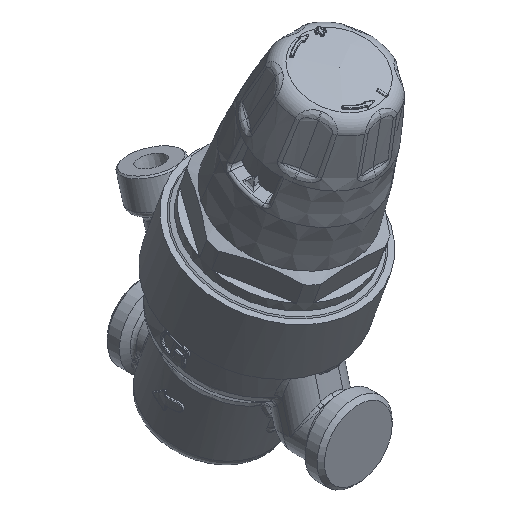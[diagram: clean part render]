
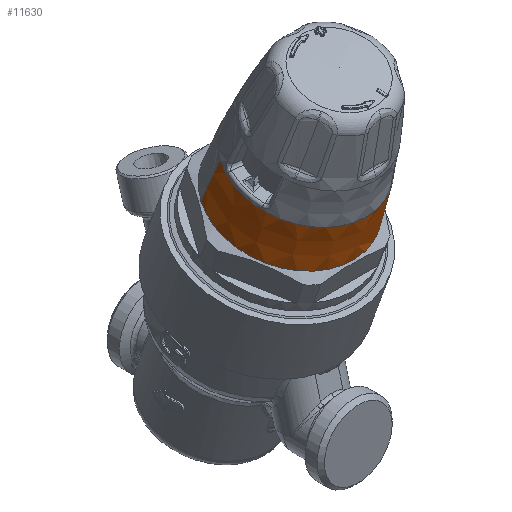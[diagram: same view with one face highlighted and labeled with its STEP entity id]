
A CAD part, isometric view. The second image highlights one B-rep face of the part: STEP entity #11630.
In plain terms, the highlighted free-form (B-spline) face has degree [3, 2] with [4, 11] control points.
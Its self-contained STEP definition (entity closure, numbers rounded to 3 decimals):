
#1711=(
BOUNDED_SURFACE()
B_SPLINE_SURFACE(3,2,((#16662,#16663,#16664,#16665,#16666,#16667,#16668,
#16669,#16670,#16671,#16672),(#16673,#16674,#16675,#16676,#16677,#16678,
#16679,#16680,#16681,#16682,#16683),(#16684,#16685,#16686,#16687,#16688,
#16689,#16690,#16691,#16692,#16693,#16694),(#16695,#16696,#16697,#16698,
#16699,#16700,#16701,#16702,#16703,#16704,#16705)),.UNSPECIFIED.,.F.,.T.,
 .F.)
B_SPLINE_SURFACE_WITH_KNOTS((4,4),(3,2,2,2,2,3),(7.588,23.622),
(5.77,6.283,7.854,9.425,10.996,
12.053),.UNSPECIFIED.)
GEOMETRIC_REPRESENTATION_ITEM()
RATIONAL_B_SPLINE_SURFACE(((0.871,0.904,1.,0.707,
1.,0.707,1.,0.707,1.,0.803,0.871),
(0.871,0.904,1.,0.707,1.,0.707,
1.,0.707,1.,0.803,0.871),(0.871,
0.904,1.,0.707,1.,0.707,1.,0.707,
1.,0.803,0.871),(0.871,0.904,
1.,0.707,1.,0.707,1.,0.707,1.,0.803,
0.871)))
REPRESENTATION_ITEM('')
SURFACE()
);
#2045=FACE_OUTER_BOUND('',#2789,.T.);
#2789=EDGE_LOOP('',(#7914,#7915,#7916,#7917,#7918));
#4248=CIRCLE('',#12400,23.5);
#4249=CIRCLE('',#12401,250.021);
#4250=CIRCLE('',#12402,22.5);
#4251=CIRCLE('',#12403,22.5);
#4252=CIRCLE('',#12404,250.021);
#4930=VERTEX_POINT('',#16706);
#4931=VERTEX_POINT('',#16707);
#4932=VERTEX_POINT('',#16709);
#4933=VERTEX_POINT('',#16711);
#4934=VERTEX_POINT('',#16713);
#6057=EDGE_CURVE('',#4930,#4931,#4248,.T.);
#6058=EDGE_CURVE('',#4930,#4932,#4249,.T.);
#6059=EDGE_CURVE('',#4933,#4932,#4250,.F.);
#6060=EDGE_CURVE('',#4934,#4933,#4251,.F.);
#6061=EDGE_CURVE('',#4931,#4934,#4252,.T.);
#7914=ORIENTED_EDGE('',*,*,#6057,.F.);
#7915=ORIENTED_EDGE('',*,*,#6058,.T.);
#7916=ORIENTED_EDGE('',*,*,#6059,.F.);
#7917=ORIENTED_EDGE('',*,*,#6060,.F.);
#7918=ORIENTED_EDGE('',*,*,#6061,.F.);
#11630=ADVANCED_FACE('',(#2045),#1711,.F.);
#12400=AXIS2_PLACEMENT_3D('',#16708,#13713,#13714);
#12401=AXIS2_PLACEMENT_3D('',#16710,#13715,#13716);
#12402=AXIS2_PLACEMENT_3D('',#16712,#13717,#13718);
#12403=AXIS2_PLACEMENT_3D('',#16714,#13719,#13720);
#12404=AXIS2_PLACEMENT_3D('',#16715,#13721,#13722);
#13713=DIRECTION('center_axis',(0.,0.342,
-0.94));
#13714=DIRECTION('ref_axis',(1.,0.,0.));
#13715=DIRECTION('center_axis',(-0.479,-0.825,-0.3));
#13716=DIRECTION('ref_axis',(0.874,-0.481,-0.075));
#13717=DIRECTION('center_axis',(0.,0.342,
-0.94));
#13718=DIRECTION('ref_axis',(1.,0.,0.));
#13719=DIRECTION('center_axis',(0.,0.342,
-0.94));
#13720=DIRECTION('ref_axis',(1.,0.,0.));
#13721=DIRECTION('center_axis',(0.479,0.825,0.3));
#13722=DIRECTION('ref_axis',(-0.874,0.416,0.252));
#16662=CARTESIAN_POINT('Ctrl Pts',(-20.623,-12.262,
66.63));
#16663=CARTESIAN_POINT('Ctrl Pts',(-23.5,-17.21,
64.829));
#16664=CARTESIAN_POINT('Ctrl Pts',(-23.5,-22.849,62.776));
#16665=CARTESIAN_POINT('Ctrl Pts',(-23.5,-44.931,
54.739));
#16666=CARTESIAN_POINT('Ctrl Pts',(0.,-44.931,
54.739));
#16667=CARTESIAN_POINT('Ctrl Pts',(23.5,-44.931,54.739));
#16668=CARTESIAN_POINT('Ctrl Pts',(23.5,-22.849,62.776));
#16669=CARTESIAN_POINT('Ctrl Pts',(23.5,-0.766,70.814));
#16670=CARTESIAN_POINT('Ctrl Pts',(0.,-0.766,
70.814));
#16671=CARTESIAN_POINT('Ctrl Pts',(-13.94,-0.766,
70.814));
#16672=CARTESIAN_POINT('Ctrl Pts',(-20.623,-12.262,
66.63));
#16673=CARTESIAN_POINT('Ctrl Pts',(-20.481,-14.162,
71.623));
#16674=CARTESIAN_POINT('Ctrl Pts',(-23.338,-19.076,
69.834));
#16675=CARTESIAN_POINT('Ctrl Pts',(-23.338,-24.676,67.796));
#16676=CARTESIAN_POINT('Ctrl Pts',(-23.338,-46.606,
59.814));
#16677=CARTESIAN_POINT('Ctrl Pts',(0.,-46.606,
59.814));
#16678=CARTESIAN_POINT('Ctrl Pts',(23.338,-46.606,59.814));
#16679=CARTESIAN_POINT('Ctrl Pts',(23.338,-24.676,67.796));
#16680=CARTESIAN_POINT('Ctrl Pts',(23.338,-2.745,75.778));
#16681=CARTESIAN_POINT('Ctrl Pts',(0.,-2.745,
75.778));
#16682=CARTESIAN_POINT('Ctrl Pts',(-13.844,-2.745,
75.778));
#16683=CARTESIAN_POINT('Ctrl Pts',(-20.481,-14.162,
71.623));
#16684=CARTESIAN_POINT('Ctrl Pts',(-20.188,-16.137,
76.584));
#16685=CARTESIAN_POINT('Ctrl Pts',(-23.004,-20.981,74.82));
#16686=CARTESIAN_POINT('Ctrl Pts',(-23.004,-26.501,72.811));
#16687=CARTESIAN_POINT('Ctrl Pts',(-23.004,-48.118,
64.944));
#16688=CARTESIAN_POINT('Ctrl Pts',(0.,-48.118,
64.944));
#16689=CARTESIAN_POINT('Ctrl Pts',(23.004,-48.118,64.944));
#16690=CARTESIAN_POINT('Ctrl Pts',(23.004,-26.501,72.811));
#16691=CARTESIAN_POINT('Ctrl Pts',(23.004,-4.884,80.679));
#16692=CARTESIAN_POINT('Ctrl Pts',(0.,-4.884,
80.679));
#16693=CARTESIAN_POINT('Ctrl Pts',(-13.646,-4.884,
80.679));
#16694=CARTESIAN_POINT('Ctrl Pts',(-20.188,-16.137,
76.584));
#16695=CARTESIAN_POINT('Ctrl Pts',(-19.746,-18.184,
81.501));
#16696=CARTESIAN_POINT('Ctrl Pts',(-22.5,-22.922,79.776));
#16697=CARTESIAN_POINT('Ctrl Pts',(-22.5,-28.321,77.811));
#16698=CARTESIAN_POINT('Ctrl Pts',(-22.5,-49.464,
70.116));
#16699=CARTESIAN_POINT('Ctrl Pts',(0.,-49.464,
70.116));
#16700=CARTESIAN_POINT('Ctrl Pts',(22.5,-49.464,70.116));
#16701=CARTESIAN_POINT('Ctrl Pts',(22.5,-28.321,77.811));
#16702=CARTESIAN_POINT('Ctrl Pts',(22.5,-7.178,85.507));
#16703=CARTESIAN_POINT('Ctrl Pts',(0.,-7.178,
85.507));
#16704=CARTESIAN_POINT('Ctrl Pts',(-13.347,-7.178,
85.507));
#16705=CARTESIAN_POINT('Ctrl Pts',(-19.746,-18.184,
81.501));
#16706=CARTESIAN_POINT('',(20.623,-33.436,58.923));
#16707=CARTESIAN_POINT('',(-20.623,-12.262,66.63));
#16708=CARTESIAN_POINT('Origin',(0.,-22.849,62.776));
#16709=CARTESIAN_POINT('',(19.746,-38.458,74.122));
#16710=CARTESIAN_POINT('Origin',(-198.69,81.745,92.771));
#16711=CARTESIAN_POINT('',(10.787,-46.876,71.058));
#16712=CARTESIAN_POINT('Origin',(0.,-28.321,77.811));
#16713=CARTESIAN_POINT('',(-19.746,-18.184,81.501));
#16714=CARTESIAN_POINT('Origin',(0.,-28.321,77.811));
#16715=CARTESIAN_POINT('Origin',(198.69,-122.252,18.521));
